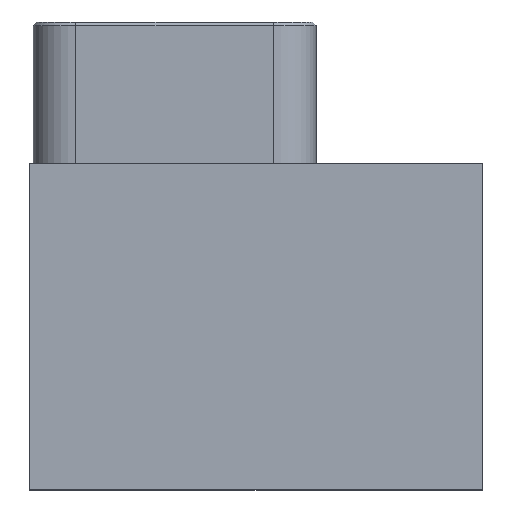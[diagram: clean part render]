
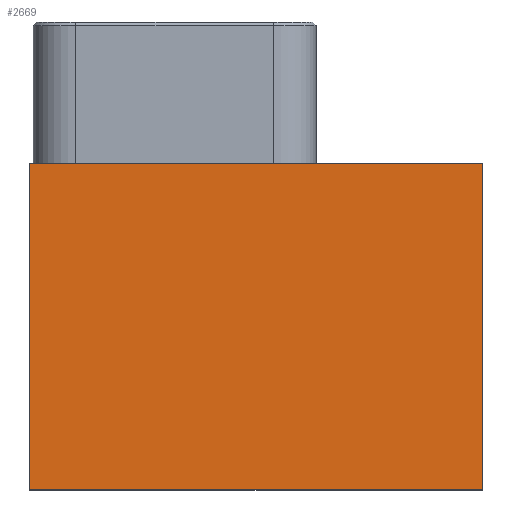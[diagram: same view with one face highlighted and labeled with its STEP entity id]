
A CAD part, top view. The second image highlights one B-rep face of the part: STEP entity #2669.
In plain terms, the highlighted planar face has unit normal (0, 0, 1).
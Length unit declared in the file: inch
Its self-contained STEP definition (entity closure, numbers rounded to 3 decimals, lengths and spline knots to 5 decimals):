
#283=DIRECTION('',(1.,0.,0.));
#284=VECTOR('',#283,4.);
#285=CARTESIAN_POINT('',(0.,-1.25,4.875));
#286=LINE('',#285,#284);
#287=DIRECTION('',(0.,1.,0.));
#288=VECTOR('',#287,2.875);
#289=CARTESIAN_POINT('',(4.,-4.125,4.875));
#290=LINE('',#289,#288);
#291=DIRECTION('',(1.,0.,0.));
#292=VECTOR('',#291,4.);
#293=CARTESIAN_POINT('',(0.,-4.125,4.875));
#294=LINE('',#293,#292);
#295=DIRECTION('',(0.,-1.,0.));
#296=VECTOR('',#295,2.875);
#297=CARTESIAN_POINT('',(0.,-1.25,4.875));
#298=LINE('',#297,#296);
#2030=CARTESIAN_POINT('',(0.,-4.125,4.875));
#2031=CARTESIAN_POINT('',(4.,-4.125,4.875));
#2032=VERTEX_POINT('',#2030);
#2033=VERTEX_POINT('',#2031);
#2331=CARTESIAN_POINT('',(0.,-1.25,4.875));
#2332=CARTESIAN_POINT('',(4.,-1.25,4.875));
#2333=VERTEX_POINT('',#2331);
#2334=VERTEX_POINT('',#2332);
#2657=CARTESIAN_POINT('',(0.,0.,4.875));
#2658=DIRECTION('',(0.,0.,1.));
#2659=DIRECTION('',(1.,0.,0.));
#2660=AXIS2_PLACEMENT_3D('',#2657,#2658,#2659);
#2661=PLANE('',#2660);
#2662=ORIENTED_EDGE('',*,*,#2391,.T.);
#2664=ORIENTED_EDGE('',*,*,#2663,.F.);
#2665=ORIENTED_EDGE('',*,*,#2596,.F.);
#2666=ORIENTED_EDGE('',*,*,#2650,.F.);
#2667=EDGE_LOOP('',(#2662,#2664,#2665,#2666));
#2668=FACE_OUTER_BOUND('',#2667,.F.);
#2669=ADVANCED_FACE('',(#2668),#2661,.T.);
#2391=EDGE_CURVE('',#2333,#2334,#286,.T.);
#2596=EDGE_CURVE('',#2032,#2033,#294,.T.);
#2650=EDGE_CURVE('',#2333,#2032,#298,.T.);
#2663=EDGE_CURVE('',#2033,#2334,#290,.T.);
